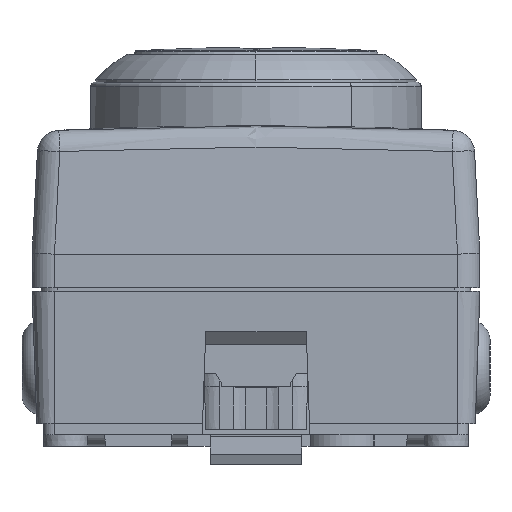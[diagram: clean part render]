
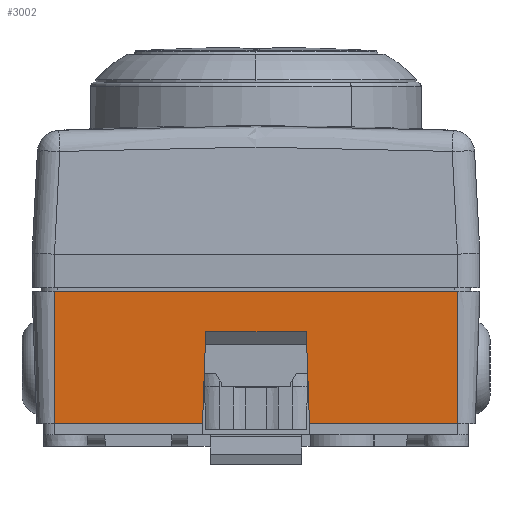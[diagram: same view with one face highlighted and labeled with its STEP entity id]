
A CAD part, left-side view. The second image highlights one B-rep face of the part: STEP entity #3002.
In plain terms, the highlighted planar face has unit normal (-0.999, 0, -0.035).
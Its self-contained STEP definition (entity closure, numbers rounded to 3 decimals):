
#489=PLANE('',#10518);
#970=LINE('',#18350,#1967);
#1021=LINE('',#18768,#2018);
#1024=LINE('',#18779,#2021);
#1028=LINE('',#18786,#2025);
#1030=LINE('',#18790,#2027);
#1032=LINE('',#18794,#2029);
#1331=LINE('',#19981,#2328);
#1375=LINE('',#20137,#2372);
#1967=VECTOR('',#11634,1.);
#2018=VECTOR('',#11829,1.);
#2021=VECTOR('',#11838,1.);
#2025=VECTOR('',#11844,1.);
#2027=VECTOR('',#11848,1.);
#2029=VECTOR('',#11852,1.);
#2328=VECTOR('',#12467,1.);
#2372=VECTOR('',#12551,1.);
#3002=ADVANCED_FACE('',(#3461),#489,.T.);
#3461=FACE_OUTER_BOUND('',#3944,.T.);
#3944=EDGE_LOOP('',(#6208,#6209,#6210,#6211,#6212,#6213,#6214,#6215));
#6208=ORIENTED_EDGE('',*,*,#8942,.T.);
#6209=ORIENTED_EDGE('',*,*,#9342,.F.);
#6210=ORIENTED_EDGE('',*,*,#8839,.F.);
#6211=ORIENTED_EDGE('',*,*,#9390,.T.);
#6212=ORIENTED_EDGE('',*,*,#8936,.T.);
#6213=ORIENTED_EDGE('',*,*,#8950,.T.);
#6214=ORIENTED_EDGE('',*,*,#8948,.T.);
#6215=ORIENTED_EDGE('',*,*,#8946,.T.);
#7585=VERTEX_POINT('',#18349);
#7586=VERTEX_POINT('',#18351);
#7646=VERTEX_POINT('',#18767);
#7647=VERTEX_POINT('',#18769);
#7651=VERTEX_POINT('',#18778);
#7652=VERTEX_POINT('',#18780);
#7654=VERTEX_POINT('',#18787);
#7655=VERTEX_POINT('',#18791);
#8839=EDGE_CURVE('',#7585,#7586,#970,.T.);
#8936=EDGE_CURVE('',#7647,#7646,#1021,.T.);
#8942=EDGE_CURVE('',#7652,#7651,#1024,.T.);
#8946=EDGE_CURVE('',#7654,#7652,#1028,.T.);
#8948=EDGE_CURVE('',#7655,#7654,#1030,.T.);
#8950=EDGE_CURVE('',#7646,#7655,#1032,.T.);
#9342=EDGE_CURVE('',#7586,#7651,#1331,.T.);
#9390=EDGE_CURVE('',#7585,#7647,#1375,.T.);
#10518=AXIS2_PLACEMENT_3D('',#20139,#12554,#12555);
#11634=DIRECTION('',(0.,-1.,0.));
#11829=DIRECTION('',(0.,-1.,0.));
#11838=DIRECTION('',(0.,-1.,0.));
#11844=DIRECTION('',(0.035,-0.035,-0.999));
#11848=DIRECTION('',(0.,-1.,0.));
#11852=DIRECTION('',(-0.035,-0.035,0.999));
#12467=DIRECTION('',(0.035,0.,-0.999));
#12551=DIRECTION('',(0.035,0.,-0.999));
#12554=DIRECTION('',(-0.999,0.,-0.035));
#12555=DIRECTION('',(0.,1.,0.));
#18349=CARTESIAN_POINT('',(-54.3,15.5,-0.15));
#18350=CARTESIAN_POINT('',(-54.3,15.5,-0.15));
#18351=CARTESIAN_POINT('',(-54.3,-20.5,-0.15));
#18767=CARTESIAN_POINT('',(-53.886,2.276,-12.));
#18768=CARTESIAN_POINT('',(-53.886,15.5,-12.));
#18769=CARTESIAN_POINT('',(-53.886,15.5,-12.));
#18778=CARTESIAN_POINT('',(-53.886,-20.5,-12.));
#18779=CARTESIAN_POINT('',(-53.886,-7.276,-12.));
#18780=CARTESIAN_POINT('',(-53.886,-7.276,-12.));
#18786=CARTESIAN_POINT('',(-54.173,-6.989,-3.78));
#18787=CARTESIAN_POINT('',(-54.173,-6.989,-3.78));
#18790=CARTESIAN_POINT('',(-54.173,1.989,-3.78));
#18791=CARTESIAN_POINT('',(-54.173,1.989,-3.78));
#18794=CARTESIAN_POINT('',(-53.886,2.276,-12.));
#19981=CARTESIAN_POINT('',(-54.3,-20.5,-0.15));
#20137=CARTESIAN_POINT('',(-54.3,15.5,-0.15));
#20139=CARTESIAN_POINT('',(-54.3,15.5,-0.15));
